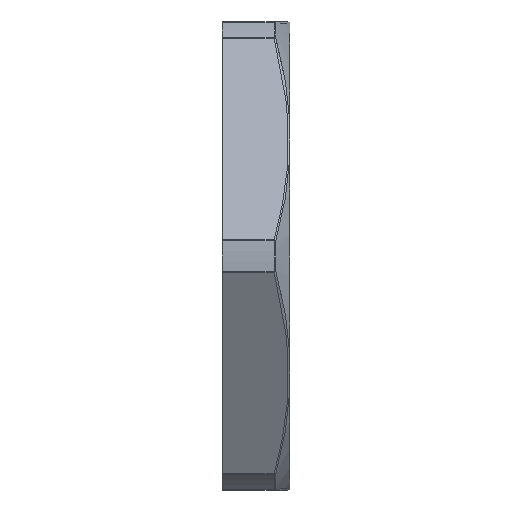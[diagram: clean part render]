
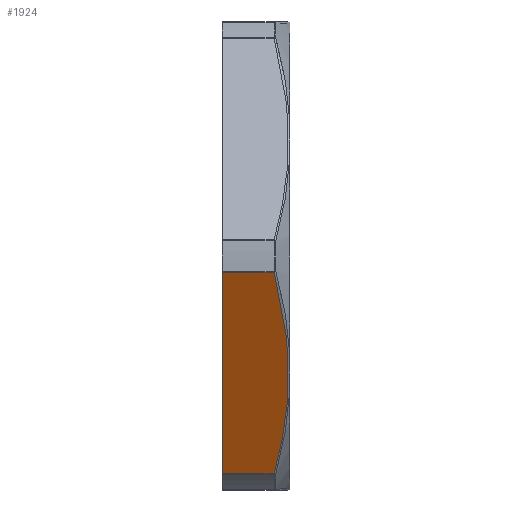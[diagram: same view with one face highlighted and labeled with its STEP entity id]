
A CAD part, front view. The second image highlights one B-rep face of the part: STEP entity #1924.
In plain terms, the highlighted planar face has unit normal (0, -0.866, -0.5).
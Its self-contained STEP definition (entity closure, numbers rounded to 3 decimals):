
#159=PLANE('',#2120);
#255=FACE_OUTER_BOUND('',#391,.T.);
#391=EDGE_LOOP('',(#1511,#1512,#1513,#1514));
#487=LINE('',#3759,#640);
#536=LINE('',#4227,#689);
#538=LINE('',#4249,#691);
#640=VECTOR('',#2300,10.);
#689=VECTOR('',#2477,10.);
#691=VECTOR('',#2501,10.);
#809=B_SPLINE_CURVE_WITH_KNOTS('',3,(#4243,#4244,#4245,#4246,#4247,#4248),
 .UNSPECIFIED.,.F.,.F.,(4,1,1,4),(0.293,1.371,2.089,
2.808),.UNSPECIFIED.);
#848=VERTEX_POINT('',#3756);
#849=VERTEX_POINT('',#3758);
#933=VERTEX_POINT('',#4225);
#936=VERTEX_POINT('',#4242);
#1036=EDGE_CURVE('',#848,#849,#487,.T.);
#1146=EDGE_CURVE('',#933,#848,#536,.T.);
#1154=EDGE_CURVE('',#936,#933,#809,.T.);
#1155=EDGE_CURVE('',#849,#936,#538,.T.);
#1511=ORIENTED_EDGE('',*,*,#1146,.F.);
#1512=ORIENTED_EDGE('',*,*,#1154,.F.);
#1513=ORIENTED_EDGE('',*,*,#1155,.F.);
#1514=ORIENTED_EDGE('',*,*,#1036,.F.);
#1924=ADVANCED_FACE('',(#255),#159,.F.);
#2120=AXIS2_PLACEMENT_3D('',#4241,#2499,#2500);
#2300=DIRECTION('',(0.,-0.5,0.866));
#2477=DIRECTION('',(-1.,0.,0.));
#2499=DIRECTION('center_axis',(0.,0.866,0.5));
#2500=DIRECTION('ref_axis',(0.,0.5,-0.866));
#2501=DIRECTION('',(1.,0.,0.));
#3756=CARTESIAN_POINT('',(-7.22,-15.425,-23.283));
#3758=CARTESIAN_POINT('',(-7.22,-27.876,-1.717));
#3759=CARTESIAN_POINT('',(-7.22,-21.281,-13.14));
#4225=CARTESIAN_POINT('',(-1.671,-15.425,-23.283));
#4227=CARTESIAN_POINT('',(-3.61,-15.425,-23.283));
#4241=CARTESIAN_POINT('Origin',(0.,-27.9,-1.676));
#4242=CARTESIAN_POINT('',(-1.671,-27.876,-1.717));
#4243=CARTESIAN_POINT('Ctrl Pts',(-1.671,-27.876,-1.717));
#4244=CARTESIAN_POINT('Ctrl Pts',(-0.846,-26.128,
-4.746));
#4245=CARTESIAN_POINT('Ctrl Pts',(0.08,-23.154,
-9.897));
#4246=CARTESIAN_POINT('Ctrl Pts',(-0.255,-18.951,
-17.176));
#4247=CARTESIAN_POINT('Ctrl Pts',(-1.121,-16.591,-21.264));
#4248=CARTESIAN_POINT('Ctrl Pts',(-1.671,-15.425,-23.283));
#4249=CARTESIAN_POINT('',(-3.61,-27.876,-1.717));
